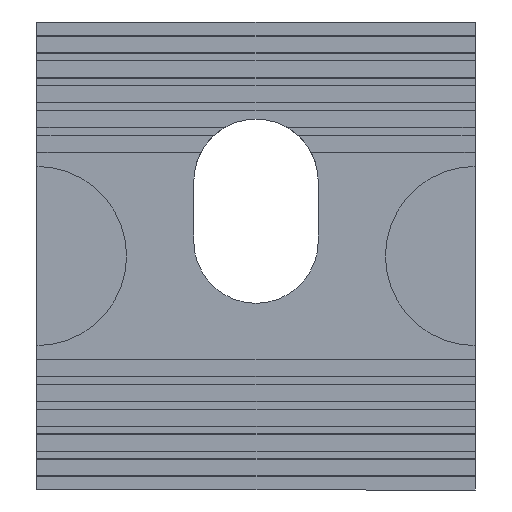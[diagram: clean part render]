
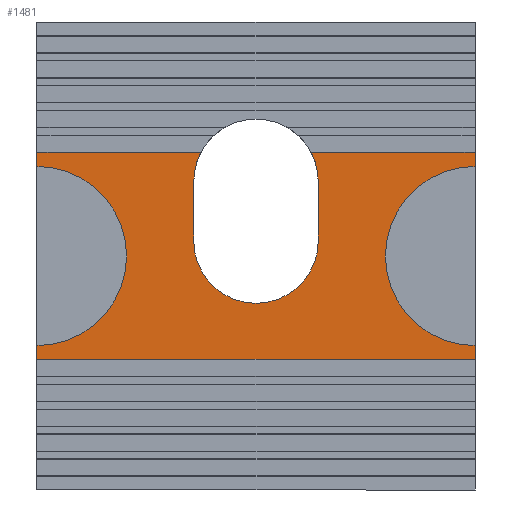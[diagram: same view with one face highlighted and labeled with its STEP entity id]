
A CAD part, front view. The second image highlights one B-rep face of the part: STEP entity #1481.
In plain terms, the highlighted planar face has unit normal (0, -1, 0).
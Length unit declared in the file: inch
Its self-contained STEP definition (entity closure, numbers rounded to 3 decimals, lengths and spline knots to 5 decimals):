
#14 = VECTOR ( 'NONE', #1299, 39.37008 ) ;
#20 = ORIENTED_EDGE ( 'NONE', *, *, #1646, .F. ) ;
#65 = CARTESIAN_POINT ( 'NONE',  ( -1.26177, -0.16732, -0.62992 ) ) ;
#68 = VERTEX_POINT ( 'NONE', #1336 ) ;
#86 = VERTEX_POINT ( 'NONE', #1354 ) ;
#115 = VERTEX_POINT ( 'NONE', #1306 ) ;
#140 = VERTEX_POINT ( 'NONE', #1475 ) ;
#171 = FACE_OUTER_BOUND ( 'NONE', #296, .T. ) ;
#178 = DIRECTION ( 'NONE',  ( -1., 0., 0. ) ) ;
#183 = CARTESIAN_POINT ( 'NONE',  ( -0.6417, -0.16732, -1.33342 ) ) ;
#201 = CARTESIAN_POINT ( 'NONE',  ( -2.37398, -0.16732, -1.33342 ) ) ;
#233 = DIRECTION ( 'NONE',  ( 0., 0., -1. ) ) ;
#265 = CIRCLE ( 'NONE', #1485, 0.24606 ) ;
#285 = LINE ( 'NONE', #1943, #1168 ) ;
#296 = EDGE_LOOP ( 'NONE', ( #663, #952, #1216, #20, #545, #1067, #665, #1527, #1321, #1460, #355, #479, #2057, #1420 ) ) ;
#299 = CARTESIAN_POINT ( 'NONE',  ( -1.28927, -0.16732, -0.51689 ) ) ;
#301 = CIRCLE ( 'NONE', #1292, 0.24606 ) ;
#302 = LINE ( 'NONE', #1033, #627 ) ;
#309 = DIRECTION ( 'NONE',  ( 0., -1., 0. ) ) ;
#312 = CARTESIAN_POINT ( 'NONE',  ( -0.6417, -0.16732, -0.9252 ) ) ;
#355 = ORIENTED_EDGE ( 'NONE', *, *, #1827, .T. ) ;
#356 = VERTEX_POINT ( 'NONE', #774 ) ;
#398 = VERTEX_POINT ( 'NONE', #201 ) ;
#407 = DIRECTION ( 'NONE',  ( 0., 1., 0. ) ) ;
#417 = CARTESIAN_POINT ( 'NONE',  ( -1.50784, -0.16732, -0.62992 ) ) ;
#421 = CARTESIAN_POINT ( 'NONE',  ( -2.37398, -0.16732, -1.27953 ) ) ;
#470 = CIRCLE ( 'NONE', #1341, 0.35433 ) ;
#471 = EDGE_CURVE ( 'NONE', #634, #1497, #265, .T. ) ;
#477 = DIRECTION ( 'NONE',  ( 0., 0., 1. ) ) ;
#479 = ORIENTED_EDGE ( 'NONE', *, *, #1780, .F. ) ;
#514 = CARTESIAN_POINT ( 'NONE',  ( -0.6417, -0.16732, -1.27953 ) ) ;
#519 = DIRECTION ( 'NONE',  ( 1., 0., 0. ) ) ;
#545 = ORIENTED_EDGE ( 'NONE', *, *, #1582, .F. ) ;
#555 = VECTOR ( 'NONE', #233, 39.37008 ) ;
#565 = CARTESIAN_POINT ( 'NONE',  ( -1.7539, -0.16732, -0.86614 ) ) ;
#627 = VECTOR ( 'NONE', #2097, 39.37008 ) ;
#634 = VERTEX_POINT ( 'NONE', #299 ) ;
#663 = ORIENTED_EDGE ( 'NONE', *, *, #1949, .F. ) ;
#665 = ORIENTED_EDGE ( 'NONE', *, *, #471, .T. ) ;
#675 = CARTESIAN_POINT ( 'NONE',  ( -0.6417, -0.16732, -0.98322 ) ) ;
#688 = VERTEX_POINT ( 'NONE', #565 ) ;
#691 = CARTESIAN_POINT ( 'NONE',  ( -2.37398, -0.16732, -0.57087 ) ) ;
#707 = DIRECTION ( 'NONE',  ( 0., 0., -1. ) ) ;
#711 = CIRCLE ( 'NONE', #1287, 0.24606 ) ;
#725 = VERTEX_POINT ( 'NONE', #421 ) ;
#733 = VECTOR ( 'NONE', #1779, 39.37008 ) ;
#774 = CARTESIAN_POINT ( 'NONE',  ( -2.37398, -0.16732, -0.51689 ) ) ;
#849 = DIRECTION ( 'NONE',  ( 0., 0., 1. ) ) ;
#855 = DIRECTION ( 'NONE',  ( 0., 0., -1. ) ) ;
#919 = LINE ( 'NONE', #1054, #1833 ) ;
#952 = ORIENTED_EDGE ( 'NONE', *, *, #2048, .F. ) ;
#999 = DIRECTION ( 'NONE',  ( 0., 1., 0. ) ) ;
#1011 = LINE ( 'NONE', #1883, #1934 ) ;
#1023 = CARTESIAN_POINT ( 'NONE',  ( -0.6417, -0.16732, -0.51689 ) ) ;
#1033 = CARTESIAN_POINT ( 'NONE',  ( -0.6417, -0.16732, -0.98322 ) ) ;
#1054 = CARTESIAN_POINT ( 'NONE',  ( -2.37398, -0.16732, -0.98322 ) ) ;
#1065 = CARTESIAN_POINT ( 'NONE',  ( -0.6417, -0.16732, -0.51689 ) ) ;
#1067 = ORIENTED_EDGE ( 'NONE', *, *, #1759, .F. ) ;
#1101 = LINE ( 'NONE', #1133, #14 ) ;
#1105 = DIRECTION ( 'NONE',  ( 0., 0., 1. ) ) ;
#1111 = DIRECTION ( 'NONE',  ( 0., 1., 0. ) ) ;
#1128 = EDGE_CURVE ( 'NONE', #688, #140, #285, .T. ) ;
#1133 = CARTESIAN_POINT ( 'NONE',  ( -1.26177, -0.16732, -0.86614 ) ) ;
#1168 = VECTOR ( 'NONE', #1927, 39.37008 ) ;
#1204 = DIRECTION ( 'NONE',  ( 0., -1., 0. ) ) ;
#1216 = ORIENTED_EDGE ( 'NONE', *, *, #1643, .F. ) ;
#1287 = AXIS2_PLACEMENT_3D ( 'NONE', #1734, #1111, #1515 ) ;
#1292 = AXIS2_PLACEMENT_3D ( 'NONE', #1959, #999, #849 ) ;
#1299 = DIRECTION ( 'NONE',  ( 0., 0., -1. ) ) ;
#1306 = CARTESIAN_POINT ( 'NONE',  ( -1.26177, -0.16732, -0.86614 ) ) ;
#1319 = DIRECTION ( 'NONE',  ( 0., 1., 0. ) ) ;
#1321 = ORIENTED_EDGE ( 'NONE', *, *, #1834, .T. ) ;
#1323 = AXIS2_PLACEMENT_3D ( 'NONE', #312, #1204, #1804 ) ;
#1336 = CARTESIAN_POINT ( 'NONE',  ( -0.6417, -0.16732, -1.33342 ) ) ;
#1341 = AXIS2_PLACEMENT_3D ( 'NONE', #1366, #309, #707 ) ;
#1349 = AXIS2_PLACEMENT_3D ( 'NONE', #1023, #1319, #855 ) ;
#1354 = CARTESIAN_POINT ( 'NONE',  ( -1.7264, -0.16732, -0.51689 ) ) ;
#1355 = VERTEX_POINT ( 'NONE', #514 ) ;
#1363 = VECTOR ( 'NONE', #1461, 39.37008 ) ;
#1366 = CARTESIAN_POINT ( 'NONE',  ( -2.37398, -0.16732, -0.9252 ) ) ;
#1393 = VERTEX_POINT ( 'NONE', #691 ) ;
#1400 = CARTESIAN_POINT ( 'NONE',  ( -2.37398, -0.16732, -0.98322 ) ) ;
#1420 = ORIENTED_EDGE ( 'NONE', *, *, #1620, .F. ) ;
#1430 = LINE ( 'NONE', #1065, #1363 ) ;
#1460 = ORIENTED_EDGE ( 'NONE', *, *, #1128, .T. ) ;
#1461 = DIRECTION ( 'NONE',  ( 1., 0., 0. ) ) ;
#1466 = CIRCLE ( 'NONE', #1323, 0.35433 ) ;
#1475 = CARTESIAN_POINT ( 'NONE',  ( -1.7539, -0.16732, -0.62992 ) ) ;
#1481 = ADVANCED_FACE ( 'NONE', ( #171 ), #2135, .F. ) ;
#1485 = AXIS2_PLACEMENT_3D ( 'NONE', #417, #407, #477 ) ;
#1497 = VERTEX_POINT ( 'NONE', #65 ) ;
#1498 = LINE ( 'NONE', #675, #555 ) ;
#1515 = DIRECTION ( 'NONE',  ( 0., 0., 1. ) ) ;
#1527 = ORIENTED_EDGE ( 'NONE', *, *, #1702, .T. ) ;
#1582 = EDGE_CURVE ( 'NONE', #1689, #1935, #1498, .T. ) ;
#1620 = EDGE_CURVE ( 'NONE', #725, #1393, #470, .T. ) ;
#1643 = EDGE_CURVE ( 'NONE', #1355, #68, #302, .T. ) ;
#1646 = EDGE_CURVE ( 'NONE', #1935, #1355, #1466, .T. ) ;
#1689 = VERTEX_POINT ( 'NONE', #1902 ) ;
#1690 = LINE ( 'NONE', #1400, #733 ) ;
#1702 = EDGE_CURVE ( 'NONE', #1497, #115, #1101, .T. ) ;
#1718 = VECTOR ( 'NONE', #178, 39.37008 ) ;
#1734 = CARTESIAN_POINT ( 'NONE',  ( -1.50784, -0.16732, -0.86614 ) ) ;
#1759 = EDGE_CURVE ( 'NONE', #634, #1689, #1011, .T. ) ;
#1764 = CARTESIAN_POINT ( 'NONE',  ( -0.6417, -0.16732, -0.57087 ) ) ;
#1779 = DIRECTION ( 'NONE',  ( 0., 0., 1. ) ) ;
#1780 = EDGE_CURVE ( 'NONE', #356, #86, #1430, .T. ) ;
#1804 = DIRECTION ( 'NONE',  ( 0., 0., -1. ) ) ;
#1827 = EDGE_CURVE ( 'NONE', #140, #86, #301, .T. ) ;
#1833 = VECTOR ( 'NONE', #1105, 39.37008 ) ;
#1834 = EDGE_CURVE ( 'NONE', #115, #688, #711, .T. ) ;
#1879 = LINE ( 'NONE', #183, #1718 ) ;
#1883 = CARTESIAN_POINT ( 'NONE',  ( -0.6417, -0.16732, -0.51689 ) ) ;
#1902 = CARTESIAN_POINT ( 'NONE',  ( -0.6417, -0.16732, -0.51689 ) ) ;
#1927 = DIRECTION ( 'NONE',  ( 0., 0., 1. ) ) ;
#1934 = VECTOR ( 'NONE', #519, 39.37008 ) ;
#1935 = VERTEX_POINT ( 'NONE', #1764 ) ;
#1943 = CARTESIAN_POINT ( 'NONE',  ( -1.7539, -0.16732, -0.62992 ) ) ;
#1949 = EDGE_CURVE ( 'NONE', #398, #725, #1690, .T. ) ;
#1959 = CARTESIAN_POINT ( 'NONE',  ( -1.50784, -0.16732, -0.62992 ) ) ;
#2048 = EDGE_CURVE ( 'NONE', #68, #398, #1879, .T. ) ;
#2057 = ORIENTED_EDGE ( 'NONE', *, *, #2113, .F. ) ;
#2097 = DIRECTION ( 'NONE',  ( 0., 0., -1. ) ) ;
#2113 = EDGE_CURVE ( 'NONE', #1393, #356, #919, .T. ) ;
#2135 = PLANE ( 'NONE',  #1349 ) ;
